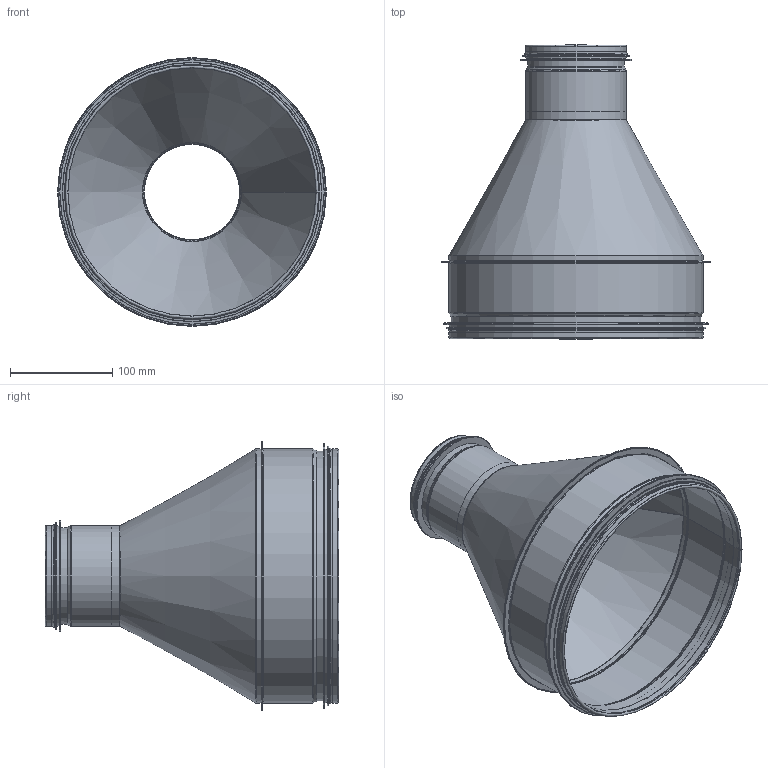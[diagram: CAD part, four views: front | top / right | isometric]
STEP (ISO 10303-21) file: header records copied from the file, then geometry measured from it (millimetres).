
FILE_DESCRIPTION((''),'2;1');
FILE_NAME('HFC_07-03.stp','2014-02-19T13:50:26',(''),(''),'Autodesk Inventor 2013','Autodesk Inventor 2013','');
FILE_SCHEMA(('AUTOMOTIVE_DESIGN { 1 2 10303 214 0 1 1 1 }'));
Length unit declared in the file: millimetre
Products named in the file (8): HFC_07-03; StosMedFals-250; StosMedFalsRörämne-250; 999007; Stos-100; StosRörämne-100; 999003; KonPunktadHFC_250-100
Assembly tree (7 placements, depth 3):
  HFC_07-03
    StosMedFals-250
      StosMedFalsRörämne-250
      999007
    Stos-100
      StosRörämne-100
      999003
    KonPunktadHFC_250-100
Bounding box: 263.4 x 287.76 x 263.4 mm (x, y, z)
Volume: 144001.5 mm3; surface area: 446906.7 mm2
Topology: 5 solids, 5 shells, 158 faces, 308 edges, 166 vertices
Faces by surface type: plane 76, torus 38, cylinder 30, cone 14
Full cylindrical faces by diameter (mm): 93.25 x1, 94.25 x1, 95.45 x1, 96.85 x1, 98.05 x6, 99.05 x2, 104.45 x1, 109.45 x1, 243.1 x1, 244.1 x1, 245.3 x1, 247.7 x1, 247.9 x5, 248.9 x3, 251.9 x1, 254.3 x1, 259.3 x1, 262.9 x1
Entity records: 4217 total; most frequent: DIRECTION 780, CARTESIAN_POINT 619, ORIENTED_EDGE 560, AXIS2_PLACEMENT_3D 327, EDGE_CURVE 280, EDGE_LOOP 196, VERTEX_POINT 166, STYLED_ITEM 163
